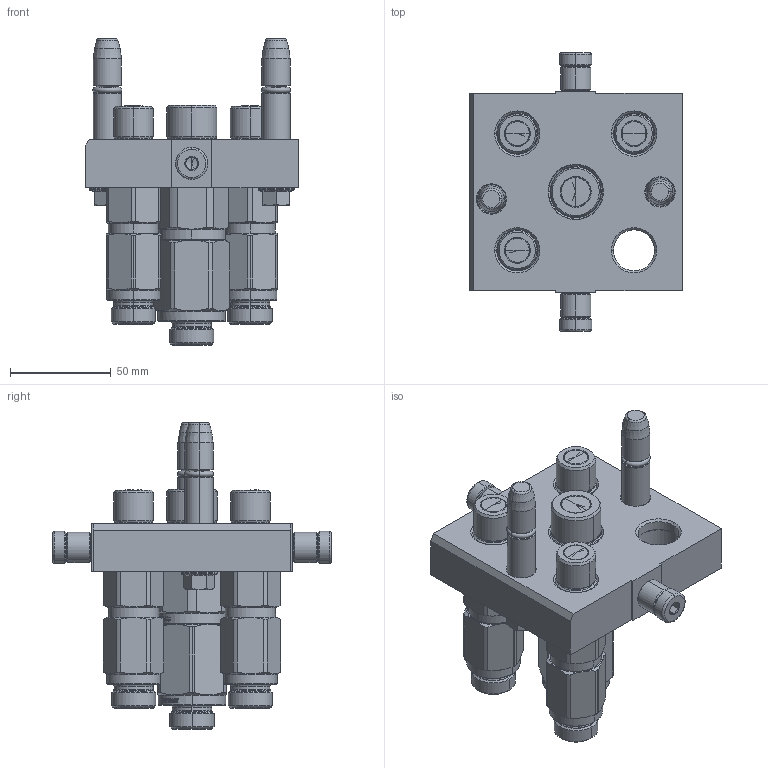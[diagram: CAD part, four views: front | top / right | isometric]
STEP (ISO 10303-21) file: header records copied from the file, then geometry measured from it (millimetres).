
FILE_DESCRIPTION (( 'STEP AP214' ), '1' );
FILE_NAME ('FASTER.step', '2022-03-22T14:10:10', ( '' ), ( '' ), 'SwSTEP 2.0', 'SolidWorks 2017', '' );
FILE_SCHEMA (( 'AUTOMOTIVE_DESIGN' ));
Length unit declared in the file: millimetre
Products named in the file (13): 4830_010_0000_011; 4830_013_3000_030; 4830_028_1000_011; et002; 3ffnp12-2_22m; 3ffnp38-2_22m; FASTER; P506-1_M_BASE; 4830_021_0000_000; 1540_080_0008_000; or2_62x9_19_m
Assembly tree (19 placements, depth 3):
  FASTER
    P506-1_M_BASE
      4830_010_0000_011
      4830_021_0000_000  x2
      1540_080_0008_000  x2
      4830_013_3000_030  x2
      4830_028_1000_011  x2
      or2_62x9_19_m  x2
    3ffnp38-2_22m  x3
      3ffnp38-2_22m
    3ffnp12-2_22m
      3ffnp12-2_22m
    et002
Bounding box: 106.3 x 138.6 x 152.4 mm (x, y, z)
Volume: 2873.9 mm3; surface area: 112386.8 mm2
Topology: 5 solids, 45 shells, 1754 faces, 4670 edges, 3000 vertices
Faces by surface type: plane 926, cone 349, cylinder 312, torus 127, bspline 40
Entity records: 52467 total; most frequent: CARTESIAN_POINT 13652, ORIENTED_EDGE 7075, DIRECTION 6614, EDGE_CURVE 3734, VECTOR 2562, LINE 2562, VERTEX_POINT 2444, AXIS2_PLACEMENT_3D 2026
